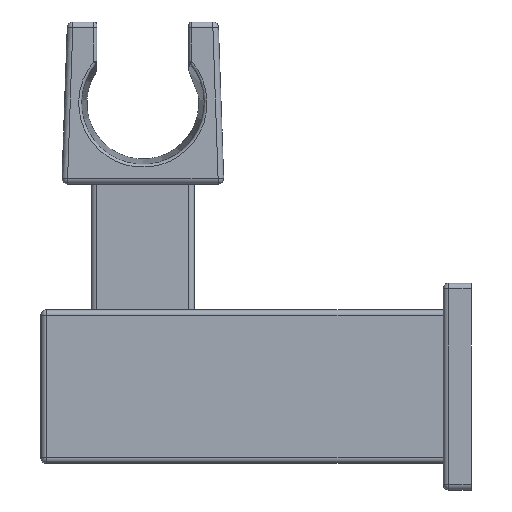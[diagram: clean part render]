
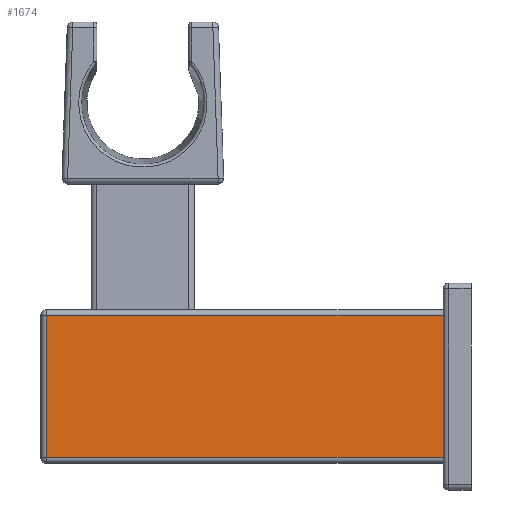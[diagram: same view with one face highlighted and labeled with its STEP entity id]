
A CAD part, left-side view. The second image highlights one B-rep face of the part: STEP entity #1674.
In plain terms, the highlighted planar face has unit normal (-1, 0, 0).
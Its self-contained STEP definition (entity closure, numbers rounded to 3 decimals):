
#128=DIRECTION('',(0.,0.,1.));
#129=VECTOR('',#128,25.5);
#130=CARTESIAN_POINT('',(-13.75,5.,-12.75));
#131=LINE('',#130,#129);
#255=DIRECTION('',(0.,-1.,0.));
#256=VECTOR('',#255,71.);
#257=CARTESIAN_POINT('',(-13.75,76.,12.75));
#258=LINE('',#257,#256);
#259=DIRECTION('',(0.,-1.,0.));
#260=VECTOR('',#259,71.);
#261=CARTESIAN_POINT('',(-13.75,76.,-12.75));
#262=LINE('',#261,#260);
#263=DIRECTION('',(0.,0.,1.));
#264=VECTOR('',#263,25.5);
#265=CARTESIAN_POINT('',(-13.75,76.,-12.75));
#266=LINE('',#265,#264);
#966=CARTESIAN_POINT('',(-13.75,76.,12.75));
#967=CARTESIAN_POINT('',(-13.75,5.,12.75));
#968=VERTEX_POINT('',#966);
#969=VERTEX_POINT('',#967);
#972=CARTESIAN_POINT('',(-13.75,76.,-12.75));
#973=VERTEX_POINT('',#972);
#980=CARTESIAN_POINT('',(-13.75,5.,-12.75));
#981=VERTEX_POINT('',#980);
#1661=CARTESIAN_POINT('',(-13.75,5.,-13.75));
#1662=DIRECTION('',(-1.,0.,0.));
#1663=DIRECTION('',(0.,0.,1.));
#1664=AXIS2_PLACEMENT_3D('',#1661,#1662,#1663);
#1665=PLANE('',#1664);
#1667=ORIENTED_EDGE('',*,*,#1666,.T.);
#1668=ORIENTED_EDGE('',*,*,#1368,.F.);
#1670=ORIENTED_EDGE('',*,*,#1669,.F.);
#1671=ORIENTED_EDGE('',*,*,#1644,.T.);
#1672=EDGE_LOOP('',(#1667,#1668,#1670,#1671));
#1673=FACE_OUTER_BOUND('',#1672,.F.);
#1674=ADVANCED_FACE('',(#1673),#1665,.T.);
#1368=EDGE_CURVE('',#981,#969,#131,.T.);
#1644=EDGE_CURVE('',#973,#968,#266,.T.);
#1666=EDGE_CURVE('',#968,#969,#258,.T.);
#1669=EDGE_CURVE('',#973,#981,#262,.T.);
